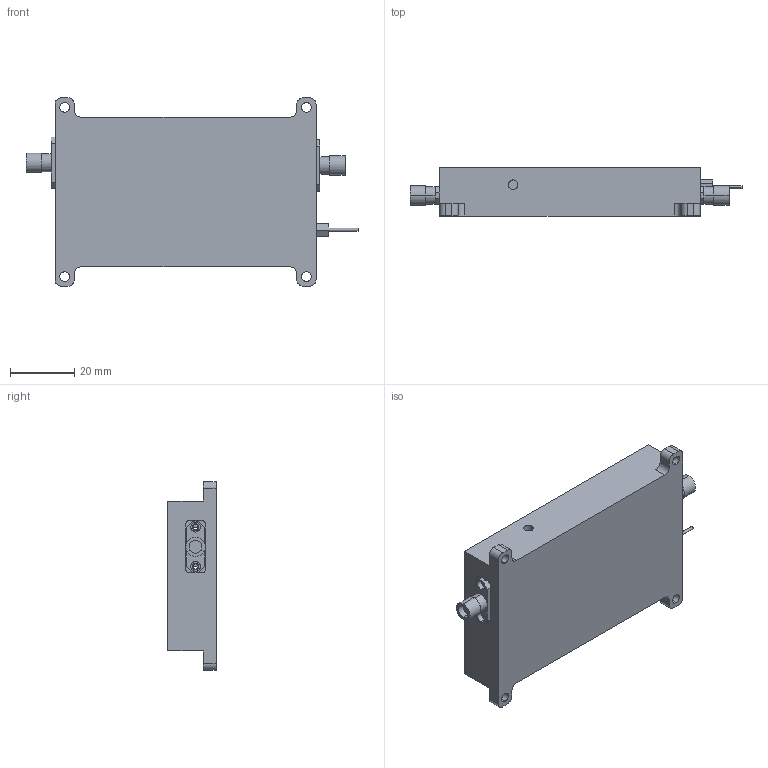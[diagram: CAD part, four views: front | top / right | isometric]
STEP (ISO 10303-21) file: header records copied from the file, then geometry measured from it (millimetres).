
FILE_DESCRIPTION (( 'STEP AP203' ), '1' );
FILE_NAME ('隅け埭蚾饜.STEP', '2022-03-24T01:45:49', ( 'Windows 蚚誧' ), ( '' ), 'SwSTEP 2.0', 'SolidWorks 2016', '' );
FILE_SCHEMA (( 'CONFIG_CONTROL_DESIGN' ));
Length unit declared in the file: millimetre
Products named in the file (10): M3穿心电容; 隅け埭; SMA-KFD46; 隅け埭-奻裔啣; 隅け埭蚾饜
Assembly tree (5 placements, depth 2):
  M3穿心电容
  SMA-KFD46
  隅け埭
  隅け埭-奻裔啣
  隅け埭蚾饜
    隅け埭
    隅け埭-奻裔啣
    SMA-KFD46  x2
    M3穿心电容
Bounding box: 103 x 15 x 58.5 mm (x, y, z)
Volume: 33565.5 mm3; surface area: 23047 mm2
Topology: 5 solids, 5 shells, 314 faces, 789 edges, 499 vertices
Faces by surface type: cylinder 154, plane 99, cone 58, bspline 3
Entity records: 10457 total; most frequent: CARTESIAN_POINT 2501, DIRECTION 1557, ORIENTED_EDGE 1422, EDGE_CURVE 711, AXIS2_PLACEMENT_3D 593, VERTEX_POINT 455, VECTOR 371, LINE 371
